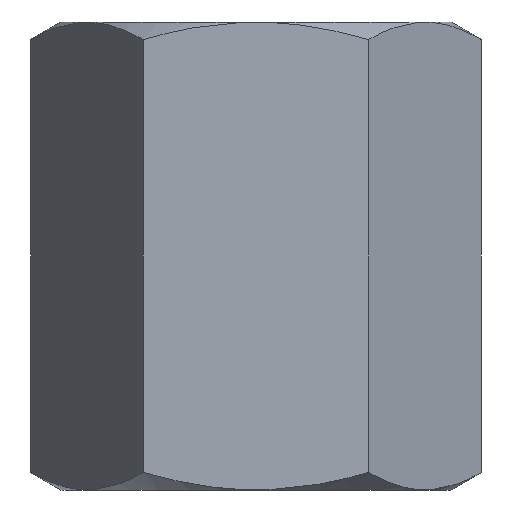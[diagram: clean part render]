
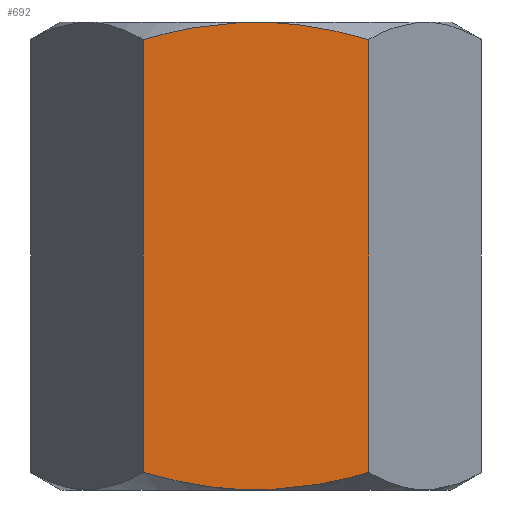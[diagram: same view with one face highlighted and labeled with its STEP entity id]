
A CAD part, front view. The second image highlights one B-rep face of the part: STEP entity #692.
In plain terms, the highlighted planar face has unit normal (0, -1, 0).
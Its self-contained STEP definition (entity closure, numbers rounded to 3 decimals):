
#45 = CONICAL_SURFACE('',#46,2.5,1.047);
#46 = AXIS2_PLACEMENT_3D('',#47,#48,#49);
#47 = CARTESIAN_POINT('',(0.,0.,0.));
#48 = DIRECTION('',(0.,0.,1.));
#49 = DIRECTION('',(1.,0.,0.));
#80 = PLANE('',#81);
#81 = AXIS2_PLACEMENT_3D('',#82,#83,#84);
#82 = CARTESIAN_POINT('',(1.445,-2.503,0.));
#83 = DIRECTION('',(-0.866,0.5,0.));
#84 = DIRECTION('',(0.5,0.866,0.));
#109 = CONICAL_SURFACE('',#110,2.89,1.047);
#110 = AXIS2_PLACEMENT_3D('',#111,#112,#113);
#111 = CARTESIAN_POINT('',(0.,0.,5.775));
#112 = DIRECTION('',(-0.,-0.,-1.));
#113 = DIRECTION('',(1.,0.,0.));
#209 = VERTEX_POINT('',#210);
#210 = CARTESIAN_POINT('',(1.445,-2.503,0.225));
#239 = EDGE_CURVE('',#240,#209,#242,.T.);
#240 = VERTEX_POINT('',#241);
#241 = CARTESIAN_POINT('',(-1.445,-2.503,0.225));
#242 = SURFACE_CURVE('',#243,(#248,#262),.PCURVE_S1.);
#243 = HYPERBOLA('',#244,1.445,2.503);
#244 = AXIS2_PLACEMENT_3D('',#245,#246,#247);
#245 = CARTESIAN_POINT('',(0.,-2.503,
    -1.443));
#246 = DIRECTION('',(0.,1.,-0.));
#247 = DIRECTION('',(0.,0.,1.));
#248 = PCURVE('',#45,#249);
#249 = DEFINITIONAL_REPRESENTATION('',(#250),#261);
#250 = B_SPLINE_CURVE_WITH_KNOTS('',9,(#251,#252,#253,#254,#255,#256,
    #257,#258,#259,#260),.UNSPECIFIED.,.F.,.F.,(10,10),(-0.549,
    0.549),.PIECEWISE_BEZIER_KNOTS.);
#251 = CARTESIAN_POINT('',(4.189,0.225));
#252 = CARTESIAN_POINT('',(4.295,0.123));
#253 = CARTESIAN_POINT('',(4.407,0.049));
#254 = CARTESIAN_POINT('',(4.527,0.001));
#255 = CARTESIAN_POINT('',(4.65,-0.022));
#256 = CARTESIAN_POINT('',(4.775,-0.022));
#257 = CARTESIAN_POINT('',(4.898,0.001));
#258 = CARTESIAN_POINT('',(5.017,0.049));
#259 = CARTESIAN_POINT('',(5.13,0.123));
#260 = CARTESIAN_POINT('',(5.236,0.225));
#261 = ( GEOMETRIC_REPRESENTATION_CONTEXT(2) 
PARAMETRIC_REPRESENTATION_CONTEXT() REPRESENTATION_CONTEXT('2D SPACE',''
  ) );
#262 = PCURVE('',#263,#268);
#263 = PLANE('',#264);
#264 = AXIS2_PLACEMENT_3D('',#265,#266,#267);
#265 = CARTESIAN_POINT('',(-1.445,-2.503,0.));
#266 = DIRECTION('',(0.,1.,0.));
#267 = DIRECTION('',(1.,0.,0.));
#268 = DEFINITIONAL_REPRESENTATION('',(#269),#273);
#269 = ( BOUNDED_CURVE() B_SPLINE_CURVE(2,(#270,#271,#272),
.UNSPECIFIED.,.F.,.F.) B_SPLINE_CURVE_WITH_KNOTS((3,3),(-0.549,
0.549),.PIECEWISE_BEZIER_KNOTS.) CURVE() 
GEOMETRIC_REPRESENTATION_ITEM() RATIONAL_B_SPLINE_CURVE((1.,
1.155,1.)) REPRESENTATION_ITEM('') );
#270 = CARTESIAN_POINT('',(0.,-0.225));
#271 = CARTESIAN_POINT('',(1.445,0.192));
#272 = CARTESIAN_POINT('',(2.89,-0.225));
#273 = ( GEOMETRIC_REPRESENTATION_CONTEXT(2) 
PARAMETRIC_REPRESENTATION_CONTEXT() REPRESENTATION_CONTEXT('2D SPACE',''
  ) );
#299 = PLANE('',#300);
#300 = AXIS2_PLACEMENT_3D('',#301,#302,#303);
#301 = CARTESIAN_POINT('',(-2.89,0.,0.));
#302 = DIRECTION('',(0.866,0.5,0.));
#303 = DIRECTION('',(0.5,-0.866,0.));
#438 = VERTEX_POINT('',#439);
#439 = CARTESIAN_POINT('',(1.445,-2.503,5.775));
#553 = VERTEX_POINT('',#554);
#554 = CARTESIAN_POINT('',(-1.445,-2.503,5.775));
#583 = EDGE_CURVE('',#438,#553,#584,.T.);
#584 = SURFACE_CURVE('',#585,(#590,#604),.PCURVE_S1.);
#585 = HYPERBOLA('',#586,1.445,2.503);
#586 = AXIS2_PLACEMENT_3D('',#587,#588,#589);
#587 = CARTESIAN_POINT('',(0.,-2.503,
    7.443));
#588 = DIRECTION('',(0.,1.,0.));
#589 = DIRECTION('',(0.,0.,-1.));
#590 = PCURVE('',#109,#591);
#591 = DEFINITIONAL_REPRESENTATION('',(#592),#603);
#592 = B_SPLINE_CURVE_WITH_KNOTS('',9,(#593,#594,#595,#596,#597,#598,
    #599,#600,#601,#602),.UNSPECIFIED.,.F.,.F.,(10,10),(-0.549,
    0.549),.PIECEWISE_BEZIER_KNOTS.);
#593 = CARTESIAN_POINT('',(-5.236,0.));
#594 = CARTESIAN_POINT('',(-5.13,-0.102));
#595 = CARTESIAN_POINT('',(-5.017,-0.176));
#596 = CARTESIAN_POINT('',(-4.898,-0.224));
#597 = CARTESIAN_POINT('',(-4.775,-0.248));
#598 = CARTESIAN_POINT('',(-4.65,-0.248));
#599 = CARTESIAN_POINT('',(-4.527,-0.224));
#600 = CARTESIAN_POINT('',(-4.407,-0.176));
#601 = CARTESIAN_POINT('',(-4.295,-0.102));
#602 = CARTESIAN_POINT('',(-4.189,0.));
#603 = ( GEOMETRIC_REPRESENTATION_CONTEXT(2) 
PARAMETRIC_REPRESENTATION_CONTEXT() REPRESENTATION_CONTEXT('2D SPACE',''
  ) );
#604 = PCURVE('',#263,#605);
#605 = DEFINITIONAL_REPRESENTATION('',(#606),#610);
#606 = ( BOUNDED_CURVE() B_SPLINE_CURVE(2,(#607,#608,#609),
.UNSPECIFIED.,.F.,.F.) B_SPLINE_CURVE_WITH_KNOTS((3,3),(-0.549,
0.549),.PIECEWISE_BEZIER_KNOTS.) CURVE() 
GEOMETRIC_REPRESENTATION_ITEM() RATIONAL_B_SPLINE_CURVE((1.,
1.155,1.)) REPRESENTATION_ITEM('') );
#607 = CARTESIAN_POINT('',(2.89,-5.775));
#608 = CARTESIAN_POINT('',(1.445,-6.192));
#609 = CARTESIAN_POINT('',(0.,-5.775));
#610 = ( GEOMETRIC_REPRESENTATION_CONTEXT(2) 
PARAMETRIC_REPRESENTATION_CONTEXT() REPRESENTATION_CONTEXT('2D SPACE',''
  ) );
#616 = EDGE_CURVE('',#209,#438,#617,.T.);
#617 = SURFACE_CURVE('',#618,(#622,#629),.PCURVE_S1.);
#618 = LINE('',#619,#620);
#619 = CARTESIAN_POINT('',(1.445,-2.503,0.));
#620 = VECTOR('',#621,1.);
#621 = DIRECTION('',(0.,0.,1.));
#622 = PCURVE('',#80,#623);
#623 = DEFINITIONAL_REPRESENTATION('',(#624),#628);
#624 = LINE('',#625,#626);
#625 = CARTESIAN_POINT('',(0.,0.));
#626 = VECTOR('',#627,1.);
#627 = DIRECTION('',(0.,-1.));
#628 = ( GEOMETRIC_REPRESENTATION_CONTEXT(2) 
PARAMETRIC_REPRESENTATION_CONTEXT() REPRESENTATION_CONTEXT('2D SPACE',''
  ) );
#629 = PCURVE('',#263,#630);
#630 = DEFINITIONAL_REPRESENTATION('',(#631),#635);
#631 = LINE('',#632,#633);
#632 = CARTESIAN_POINT('',(2.89,0.));
#633 = VECTOR('',#634,1.);
#634 = DIRECTION('',(0.,-1.));
#635 = ( GEOMETRIC_REPRESENTATION_CONTEXT(2) 
PARAMETRIC_REPRESENTATION_CONTEXT() REPRESENTATION_CONTEXT('2D SPACE',''
  ) );
#672 = EDGE_CURVE('',#240,#553,#673,.T.);
#673 = SURFACE_CURVE('',#674,(#678,#685),.PCURVE_S1.);
#674 = LINE('',#675,#676);
#675 = CARTESIAN_POINT('',(-1.445,-2.503,0.));
#676 = VECTOR('',#677,1.);
#677 = DIRECTION('',(0.,0.,1.));
#678 = PCURVE('',#299,#679);
#679 = DEFINITIONAL_REPRESENTATION('',(#680),#684);
#680 = LINE('',#681,#682);
#681 = CARTESIAN_POINT('',(2.89,0.));
#682 = VECTOR('',#683,1.);
#683 = DIRECTION('',(0.,-1.));
#684 = ( GEOMETRIC_REPRESENTATION_CONTEXT(2) 
PARAMETRIC_REPRESENTATION_CONTEXT() REPRESENTATION_CONTEXT('2D SPACE',''
  ) );
#685 = PCURVE('',#263,#686);
#686 = DEFINITIONAL_REPRESENTATION('',(#687),#691);
#687 = LINE('',#688,#689);
#688 = CARTESIAN_POINT('',(0.,0.));
#689 = VECTOR('',#690,1.);
#690 = DIRECTION('',(0.,-1.));
#691 = ( GEOMETRIC_REPRESENTATION_CONTEXT(2) 
PARAMETRIC_REPRESENTATION_CONTEXT() REPRESENTATION_CONTEXT('2D SPACE',''
  ) );
#692 = ADVANCED_FACE('',(#693),#263,.F.);
#693 = FACE_BOUND('',#694,.F.);
#694 = EDGE_LOOP('',(#695,#696,#697,#698));
#695 = ORIENTED_EDGE('',*,*,#239,.F.);
#696 = ORIENTED_EDGE('',*,*,#672,.T.);
#697 = ORIENTED_EDGE('',*,*,#583,.F.);
#698 = ORIENTED_EDGE('',*,*,#616,.F.);
